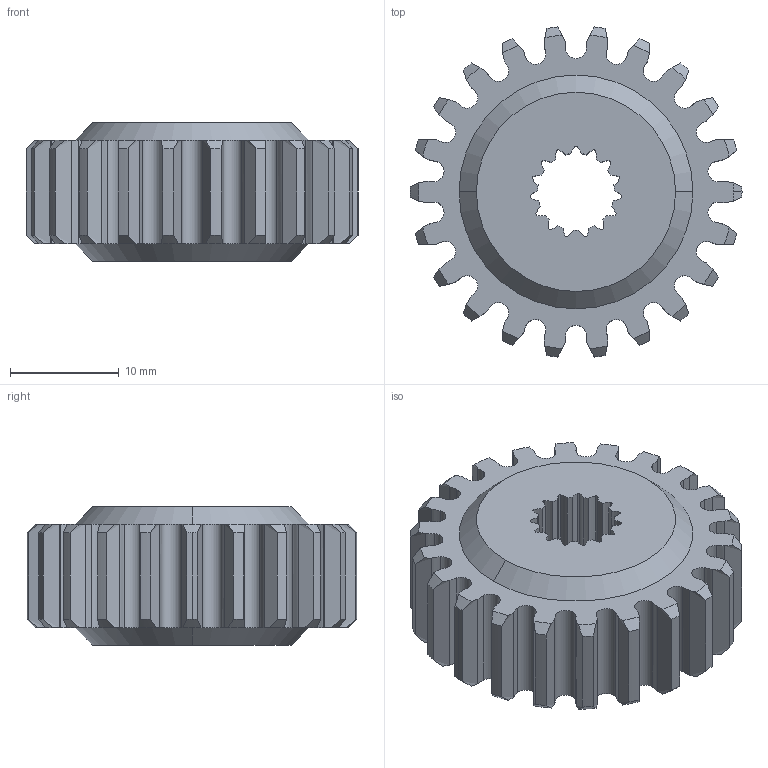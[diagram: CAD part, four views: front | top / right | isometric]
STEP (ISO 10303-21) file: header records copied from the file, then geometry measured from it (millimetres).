
FILE_DESCRIPTION (( 'STEP AP203' ), '1' );
FILE_NAME ('REV-21-4006_Rev_UNLINKED.STEP', '2025-11-24T22:01:29', ( '' ), ( '' ), 'SwSTEP 2.0', 'SolidWorks 2022', '' );
FILE_SCHEMA (( 'CONFIG_CONTROL_DESIGN' ));
Length unit declared in the file: millimetre
Products named in the file (1): REV-21-4006_Rev_UNLINKED
Bounding box: 30.48 x 30.3 x 12.7 mm (x, y, z)
Volume: 6015.5 mm3; surface area: 3314.4 mm2
Topology: 1 solids, 1 shells, 387 faces, 1134 edges, 756 vertices
Faces by surface type: bspline 130, plane 122, cylinder 85, cone 50
Entity records: 16973 total; most frequent: CARTESIAN_POINT 7462, ORIENTED_EDGE 2268, DIRECTION 1530, EDGE_CURVE 1134, VERTEX_POINT 756, LINE 554, VECTOR 554, AXIS2_PLACEMENT_3D 488
